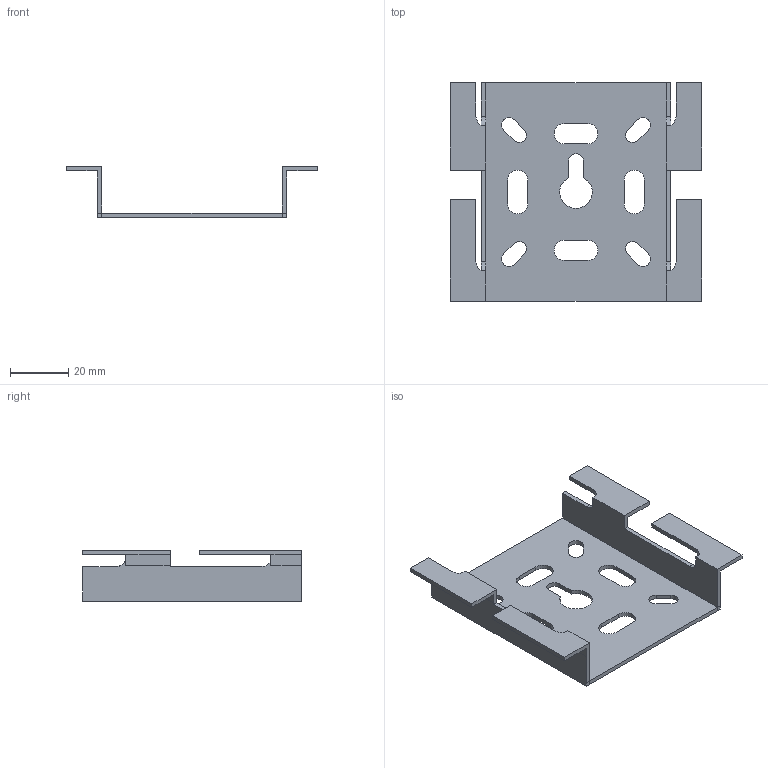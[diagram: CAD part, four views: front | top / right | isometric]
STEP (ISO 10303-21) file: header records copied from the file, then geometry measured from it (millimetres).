
FILE_DESCRIPTION (( 'STEP AP203' ), '1' );
FILE_NAME ('CLP1M-MP-M-HDZ Ìîíòàæíàÿ ïëàòà IEK HDZ.STEP', '2016-03-21T12:44:27', ( '' ), ( '' ), 'SwSTEP 2.0', 'SolidWorks 2014', '' );
FILE_SCHEMA (( 'CONFIG_CONTROL_DESIGN' ));
Length unit declared in the file: millimetre
Products named in the file (1): CLP1M-MP-M-HDZ Ìîíòàæíàÿ ïëàòà IEK HDZ
Bounding box: 86.15 x 75 x 17.5 mm (x, y, z)
Volume: 10931.9 mm3; surface area: 15925.7 mm2
Topology: 1 solids, 1 shells, 100 faces, 282 edges, 184 vertices
Faces by surface type: plane 72, cylinder 28
Entity records: 3323 total; most frequent: CARTESIAN_POINT 585, ORIENTED_EDGE 564, DIRECTION 534, EDGE_CURVE 282, VECTOR 220, LINE 220, VERTEX_POINT 184, AXIS2_PLACEMENT_3D 157
